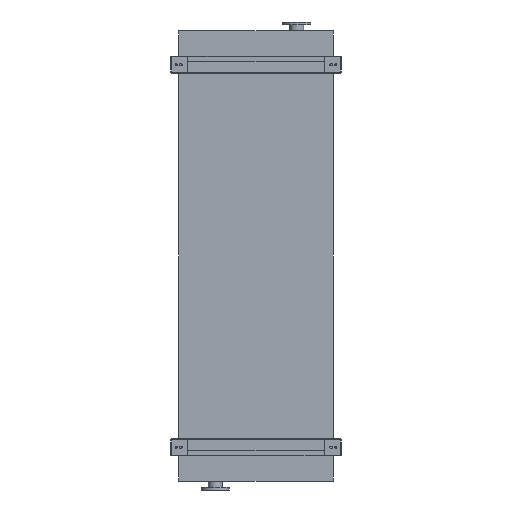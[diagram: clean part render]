
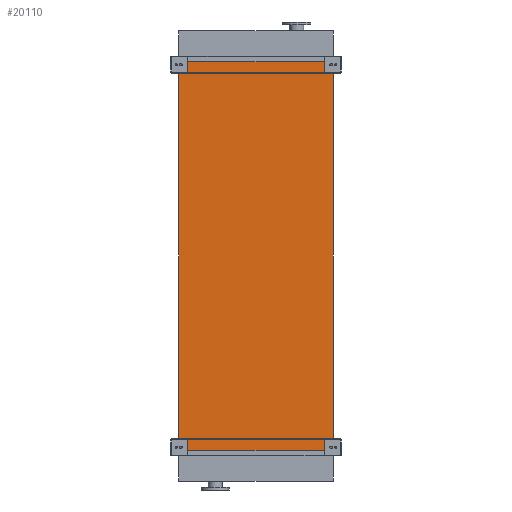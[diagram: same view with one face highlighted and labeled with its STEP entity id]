
A CAD part, front view. The second image highlights one B-rep face of the part: STEP entity #20110.
In plain terms, the highlighted planar face has unit normal (0, -1, 0).
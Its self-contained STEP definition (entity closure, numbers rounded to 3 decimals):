
#254 = CARTESIAN_POINT ( 'NONE',  ( -605., 0., -3050. ) ) ;
#288 = LINE ( 'NONE', #10758, #18824 ) ;
#966 = DIRECTION ( 'NONE',  ( 0., 0., -1. ) ) ;
#1122 = VERTEX_POINT ( 'NONE', #17855 ) ;
#2252 = ORIENTED_EDGE ( 'NONE', *, *, #5575, .F. ) ;
#3468 = ORIENTED_EDGE ( 'NONE', *, *, #7494, .T. ) ;
#3518 = CARTESIAN_POINT ( 'NONE',  ( -605., 0., -3050. ) ) ;
#5575 = EDGE_CURVE ( 'NONE', #23132, #10837, #19315, .T. ) ;
#6528 = CARTESIAN_POINT ( 'NONE',  ( 605., 0., -3050. ) ) ;
#6830 = ORIENTED_EDGE ( 'NONE', *, *, #7623, .F. ) ;
#7494 = EDGE_CURVE ( 'NONE', #9457, #1122, #18558, .T. ) ;
#7623 = EDGE_CURVE ( 'NONE', #10837, #1122, #288, .T. ) ;
#7714 = EDGE_CURVE ( 'NONE', #23132, #9457, #11270, .T. ) ;
#7990 = CARTESIAN_POINT ( 'NONE',  ( -605., 0., 0. ) ) ;
#9156 = VECTOR ( 'NONE', #17755, 1000. ) ;
#9298 = DIRECTION ( 'NONE',  ( 1., 0., 0. ) ) ;
#9457 = VERTEX_POINT ( 'NONE', #20294 ) ;
#10500 = PLANE ( 'NONE',  #22187 ) ;
#10694 = VECTOR ( 'NONE', #9298, 1000. ) ;
#10758 = CARTESIAN_POINT ( 'NONE',  ( -605., 0., 0. ) ) ;
#10837 = VERTEX_POINT ( 'NONE', #7990 ) ;
#11270 = LINE ( 'NONE', #3518, #10694 ) ;
#12315 = ORIENTED_EDGE ( 'NONE', *, *, #7714, .T. ) ;
#12322 = DIRECTION ( 'NONE',  ( 0., -1., 0. ) ) ;
#16265 = EDGE_LOOP ( 'NONE', ( #6830, #2252, #12315, #3468 ) ) ;
#17481 = DIRECTION ( 'NONE',  ( 0., 0., 1. ) ) ;
#17755 = DIRECTION ( 'NONE',  ( 0., 0., 1. ) ) ;
#17855 = CARTESIAN_POINT ( 'NONE',  ( 605., 0., 0. ) ) ;
#17978 = DIRECTION ( 'NONE',  ( 1., 0., 0. ) ) ;
#18558 = LINE ( 'NONE', #6528, #23425 ) ;
#18824 = VECTOR ( 'NONE', #17978, 1000. ) ;
#19315 = LINE ( 'NONE', #19519, #9156 ) ;
#19519 = CARTESIAN_POINT ( 'NONE',  ( -605., 0., -3050. ) ) ;
#20110 = ADVANCED_FACE ( 'NONE', ( #21359 ), #10500, .T. ) ;
#20294 = CARTESIAN_POINT ( 'NONE',  ( 605., 0., -3050. ) ) ;
#21237 = CARTESIAN_POINT ( 'NONE',  ( -605., 0., -3050. ) ) ;
#21359 = FACE_OUTER_BOUND ( 'NONE', #16265, .T. ) ;
#22187 = AXIS2_PLACEMENT_3D ( 'NONE', #21237, #12322, #966 ) ;
#23132 = VERTEX_POINT ( 'NONE', #254 ) ;
#23425 = VECTOR ( 'NONE', #17481, 1000. ) ;
